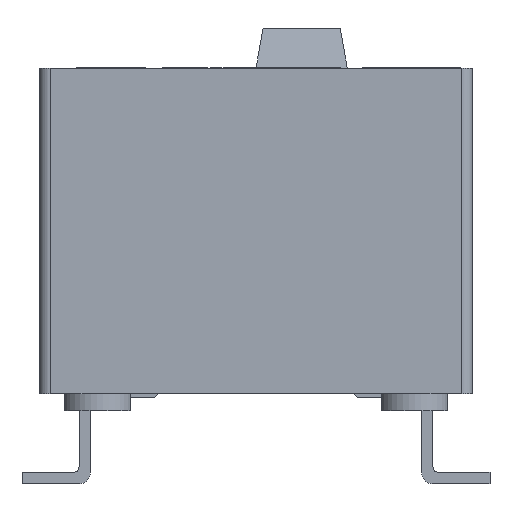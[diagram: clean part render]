
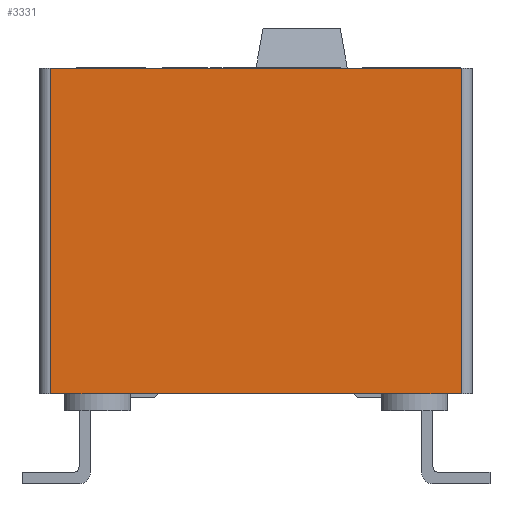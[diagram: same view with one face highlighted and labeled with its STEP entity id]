
A CAD part, left-side view. The second image highlights one B-rep face of the part: STEP entity #3331.
In plain terms, the highlighted planar face has unit normal (-1, 0, 0).
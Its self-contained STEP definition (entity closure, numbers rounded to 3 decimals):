
#724=ORIENTED_EDGE('',*,*,#1276,.F.);
#725=ORIENTED_EDGE('',*,*,#1403,.F.);
#726=ORIENTED_EDGE('',*,*,#1404,.T.);
#727=ORIENTED_EDGE('',*,*,#1405,.T.);
#728=ORIENTED_EDGE('',*,*,#1406,.T.);
#729=ORIENTED_EDGE('',*,*,#1407,.T.);
#1276=EDGE_CURVE('NONE',#1692,#1693,#2029,.T.);
#1403=EDGE_CURVE('NONE',#1777,#1692,#2133,.T.);
#1404=EDGE_CURVE('NONE',#1777,#1740,#2134,.T.);
#1405=EDGE_CURVE('NONE',#1740,#1745,#2135,.T.);
#1406=EDGE_CURVE('NONE',#1745,#1778,#2136,.T.);
#1407=EDGE_CURVE('NONE',#1778,#1693,#2137,.T.);
#1692=VERTEX_POINT('',#6651);
#1693=VERTEX_POINT('',#6653);
#1740=VERTEX_POINT('',#7201);
#1745=VERTEX_POINT('',#7214);
#1777=VERTEX_POINT('',#7318);
#1778=VERTEX_POINT('',#7324);
#2029=LINE('',#6652,#2426);
#2133=LINE('',#7319,#2530);
#2134=LINE('',#7321,#2531);
#2135=LINE('',#7322,#2532);
#2136=LINE('',#7323,#2533);
#2137=LINE('',#7325,#2534);
#2426=VECTOR('',#5034,1000.);
#2530=VECTOR('',#5234,1000.);
#2531=VECTOR('',#5237,1000.);
#2532=VECTOR('',#5238,1000.);
#2533=VECTOR('',#5239,1000.);
#2534=VECTOR('',#5240,1000.);
#2798=EDGE_LOOP('',(#724,#725,#726,#727,#728,#729));
#2997=FACE_BOUND('',#2798,.T.);
#3164=PLANE('',#4650);
#3331=ADVANCED_FACE('NONE',(#2997),#3164,.T.);
#4650=AXIS2_PLACEMENT_3D('',#7320,#5235,#5236);
#5034=DIRECTION('',(0.,-1.,0.));
#5234=DIRECTION('',(0.,0.,1.));
#5235=DIRECTION('',(-1.,0.,0.));
#5236=DIRECTION('',(0.,-1.,0.));
#5237=DIRECTION('',(0.,-1.,0.));
#5238=DIRECTION('',(0.,-1.,0.));
#5239=DIRECTION('',(0.,-1.,0.));
#5240=DIRECTION('',(0.,0.,1.));
#6651=CARTESIAN_POINT('',(0.,-0.25,0.));
#6652=CARTESIAN_POINT('',(0.,-0.25,0.));
#6653=CARTESIAN_POINT('',(0.,-9.402,0.));
#7201=CARTESIAN_POINT('',(0.,-1.295,-7.239));
#7214=CARTESIAN_POINT('',(0.,-8.357,-7.239));
#7318=CARTESIAN_POINT('',(0.,-0.25,-7.239));
#7319=CARTESIAN_POINT('',(0.,-0.25,-7.239));
#7320=CARTESIAN_POINT('',(0.,-0.25,-7.239));
#7321=CARTESIAN_POINT('',(0.,-0.25,-7.239));
#7322=CARTESIAN_POINT('',(0.,-0.25,-7.239));
#7323=CARTESIAN_POINT('',(0.,-0.25,-7.239));
#7324=CARTESIAN_POINT('',(0.,-9.402,-7.239));
#7325=CARTESIAN_POINT('',(0.,-9.402,-7.239));
